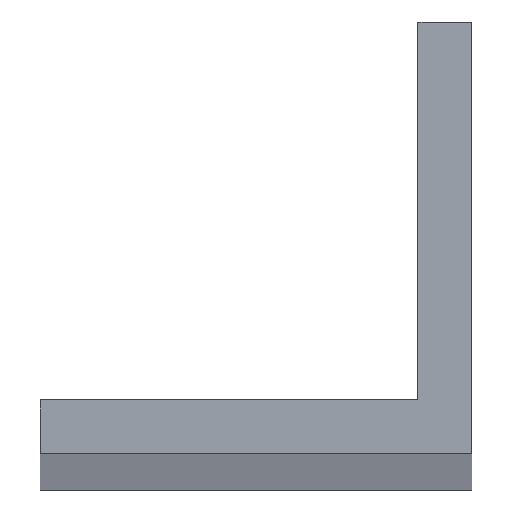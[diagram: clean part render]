
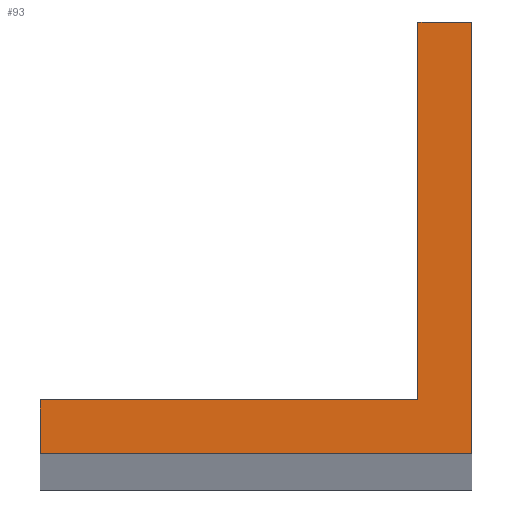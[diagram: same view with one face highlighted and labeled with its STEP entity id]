
A CAD part, top view. The second image highlights one B-rep face of the part: STEP entity #93.
In plain terms, the highlighted planar face has unit normal (0, 0, 1).
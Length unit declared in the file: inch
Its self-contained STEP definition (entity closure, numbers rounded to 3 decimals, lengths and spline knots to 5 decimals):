
#10 = LINE ( 'NONE', #297, #54 ) ;
#15 = CARTESIAN_POINT ( 'NONE',  ( -0.5, 0., 24. ) ) ;
#16 = FACE_OUTER_BOUND ( 'NONE', #278, .T. ) ;
#17 = VERTEX_POINT ( 'NONE', #243 ) ;
#19 = LINE ( 'NONE', #181, #203 ) ;
#22 = DIRECTION ( 'NONE',  ( 0., 0., 1. ) ) ;
#23 = PLANE ( 'NONE',  #202 ) ;
#43 = LINE ( 'NONE', #15, #237 ) ;
#47 = VERTEX_POINT ( 'NONE', #188 ) ;
#48 = CARTESIAN_POINT ( 'NONE',  ( -0.5, 0.125, 24. ) ) ;
#53 = LINE ( 'NONE', #88, #73 ) ;
#54 = VECTOR ( 'NONE', #279, 39.37008 ) ;
#56 = ORIENTED_EDGE ( 'NONE', *, *, #251, .T. ) ;
#59 = LINE ( 'NONE', #233, #157 ) ;
#69 = ORIENTED_EDGE ( 'NONE', *, *, #207, .T. ) ;
#73 = VECTOR ( 'NONE', #126, 39.37008 ) ;
#88 = CARTESIAN_POINT ( 'NONE',  ( 0.375, 1., 24. ) ) ;
#93 = ADVANCED_FACE ( 'NONE', ( #16 ), #23, .T. ) ;
#101 = DIRECTION ( 'NONE',  ( -1., 0., 0. ) ) ;
#111 = CARTESIAN_POINT ( 'NONE',  ( -0.5, 0., 24. ) ) ;
#115 = VECTOR ( 'NONE', #101, 39.37008 ) ;
#121 = LINE ( 'NONE', #230, #115 ) ;
#123 = VERTEX_POINT ( 'NONE', #111 ) ;
#126 = DIRECTION ( 'NONE',  ( 0., -1., 0. ) ) ;
#137 = ORIENTED_EDGE ( 'NONE', *, *, #264, .T. ) ;
#150 = CARTESIAN_POINT ( 'NONE',  ( 0.375, 1., 24. ) ) ;
#157 = VECTOR ( 'NONE', #293, 39.37008 ) ;
#177 = ORIENTED_EDGE ( 'NONE', *, *, #210, .T. ) ;
#179 = VERTEX_POINT ( 'NONE', #150 ) ;
#181 = CARTESIAN_POINT ( 'NONE',  ( 0.375, 0.125, 24. ) ) ;
#187 = EDGE_CURVE ( 'NONE', #179, #47, #53, .T. ) ;
#188 = CARTESIAN_POINT ( 'NONE',  ( 0.375, 0.125, 24. ) ) ;
#201 = VERTEX_POINT ( 'NONE', #257 ) ;
#202 = AXIS2_PLACEMENT_3D ( 'NONE', #48, #22, #239 ) ;
#203 = VECTOR ( 'NONE', #281, 39.37008 ) ;
#207 = EDGE_CURVE ( 'NONE', #303, #179, #121, .T. ) ;
#210 = EDGE_CURVE ( 'NONE', #201, #123, #43, .T. ) ;
#229 = DIRECTION ( 'NONE',  ( 0., -1., 0. ) ) ;
#230 = CARTESIAN_POINT ( 'NONE',  ( 0.5, 1., 24. ) ) ;
#233 = CARTESIAN_POINT ( 'NONE',  ( 0.5, 0., 24. ) ) ;
#237 = VECTOR ( 'NONE', #229, 39.37008 ) ;
#239 = DIRECTION ( 'NONE',  ( 1., 0., 0. ) ) ;
#243 = CARTESIAN_POINT ( 'NONE',  ( 0.5, 0., 24. ) ) ;
#251 = EDGE_CURVE ( 'NONE', #123, #17, #10, .T. ) ;
#257 = CARTESIAN_POINT ( 'NONE',  ( -0.5, 0.125, 24. ) ) ;
#261 = EDGE_CURVE ( 'NONE', #47, #201, #19, .T. ) ;
#263 = ORIENTED_EDGE ( 'NONE', *, *, #261, .T. ) ;
#264 = EDGE_CURVE ( 'NONE', #17, #303, #59, .T. ) ;
#278 = EDGE_LOOP ( 'NONE', ( #177, #56, #137, #69, #288, #263 ) ) ;
#279 = DIRECTION ( 'NONE',  ( 1., 0., 0. ) ) ;
#281 = DIRECTION ( 'NONE',  ( -1., 0., 0. ) ) ;
#288 = ORIENTED_EDGE ( 'NONE', *, *, #187, .T. ) ;
#292 = CARTESIAN_POINT ( 'NONE',  ( 0.5, 1., 24. ) ) ;
#293 = DIRECTION ( 'NONE',  ( 0., 1., 0. ) ) ;
#297 = CARTESIAN_POINT ( 'NONE',  ( -0.5, 0., 24. ) ) ;
#303 = VERTEX_POINT ( 'NONE', #292 ) ;
